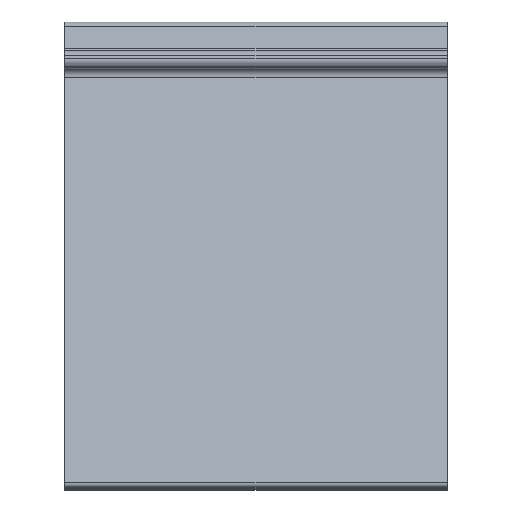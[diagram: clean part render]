
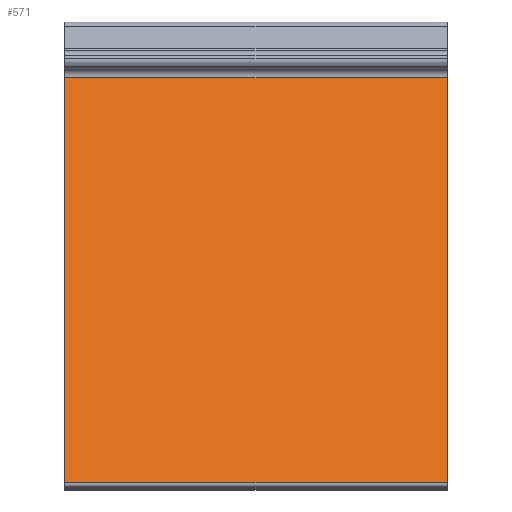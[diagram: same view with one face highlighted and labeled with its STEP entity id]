
A CAD part, top view. The second image highlights one B-rep face of the part: STEP entity #571.
In plain terms, the highlighted planar face has unit normal (0, 0.342, 0.94).
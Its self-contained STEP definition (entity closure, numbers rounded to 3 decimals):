
#20=PLANE('',#616);
#39=LINE('',#846,#99);
#40=LINE('',#848,#100);
#41=LINE('',#850,#101);
#42=LINE('',#852,#102);
#99=VECTOR('',#676,1000.);
#100=VECTOR('',#679,1000.);
#101=VECTOR('',#680,1000.);
#102=VECTOR('',#681,1000.);
#162=ORIENTED_EDGE('',*,*,#330,.F.);
#163=ORIENTED_EDGE('',*,*,#329,.F.);
#164=ORIENTED_EDGE('',*,*,#331,.T.);
#165=ORIENTED_EDGE('',*,*,#332,.T.);
#329=EDGE_CURVE('',#413,#411,#39,.T.);
#330=EDGE_CURVE('',#411,#414,#40,.T.);
#331=EDGE_CURVE('',#413,#415,#41,.T.);
#332=EDGE_CURVE('',#415,#414,#42,.T.);
#411=VERTEX_POINT('',#841);
#413=VERTEX_POINT('',#845);
#414=VERTEX_POINT('',#849);
#415=VERTEX_POINT('',#851);
#491=EDGE_LOOP('',(#162,#163,#164,#165));
#525=FACE_BOUND('',#491,.T.);
#571=ADVANCED_FACE('',(#525),#20,.T.);
#616=AXIS2_PLACEMENT_3D('',#847,#677,#678);
#676=DIRECTION('',(-1.,0.,0.));
#677=DIRECTION('',(0.,0.342,0.94));
#678=DIRECTION('',(0.,-0.94,0.342));
#679=DIRECTION('',(0.,0.94,-0.342));
#680=DIRECTION('',(0.,0.94,-0.342));
#681=DIRECTION('',(-1.,0.,0.));
#841=CARTESIAN_POINT('',(0.,1.966,54.876));
#845=CARTESIAN_POINT('',(110.,1.966,54.876));
#846=CARTESIAN_POINT('',(110.,1.966,54.876));
#847=CARTESIAN_POINT('',(110.,1.966,54.876));
#848=CARTESIAN_POINT('',(0.,1.966,54.876));
#849=CARTESIAN_POINT('',(0.,118.488,12.465));
#850=CARTESIAN_POINT('',(110.,1.966,54.876));
#851=CARTESIAN_POINT('',(110.,118.488,12.465));
#852=CARTESIAN_POINT('',(110.,118.488,12.465));
